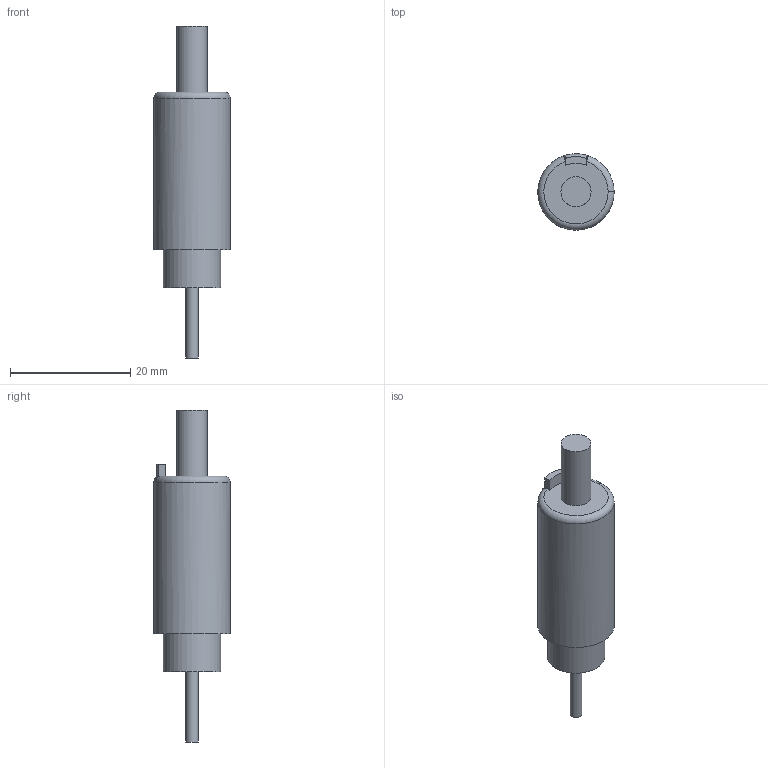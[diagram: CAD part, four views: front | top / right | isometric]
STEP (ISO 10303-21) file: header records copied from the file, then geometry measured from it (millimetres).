
FILE_DESCRIPTION(('FreeCAD Model'),'2;1');
FILE_NAME('Open CASCADE Shape Model','2024-05-20T18:24:37',('Author'),( ''),'Open CASCADE STEP processor 7.6','FreeCAD','Unknown');
FILE_SCHEMA(('AUTOMOTIVE_DESIGN { 1 0 10303 214 1 1 1 1 }'));
Length unit declared in the file: millimetre
Products named in the file (1): Body
Bounding box: 12.7 x 12.7 x 55.25 mm (x, y, z)
Volume: 4023.5 mm3; surface area: 1736.7 mm2
Topology: 1 solids, 1 shells, 19 faces, 37 edges, 23 vertices
Faces by surface type: plane 8, cylinder 6, bspline 3, torus 2
Full cylindrical faces by diameter (mm): 2 x1, 5 x1, 9.52 x1, 12.7 x1
Entity records: 552 total; most frequent: CARTESIAN_POINT 162, DIRECTION 78, ORIENTED_EDGE 74, EDGE_CURVE 37, AXIS2_PLACEMENT_3D 33, VERTEX_POINT 23, FACE_BOUND 22, EDGE_LOOP 22
